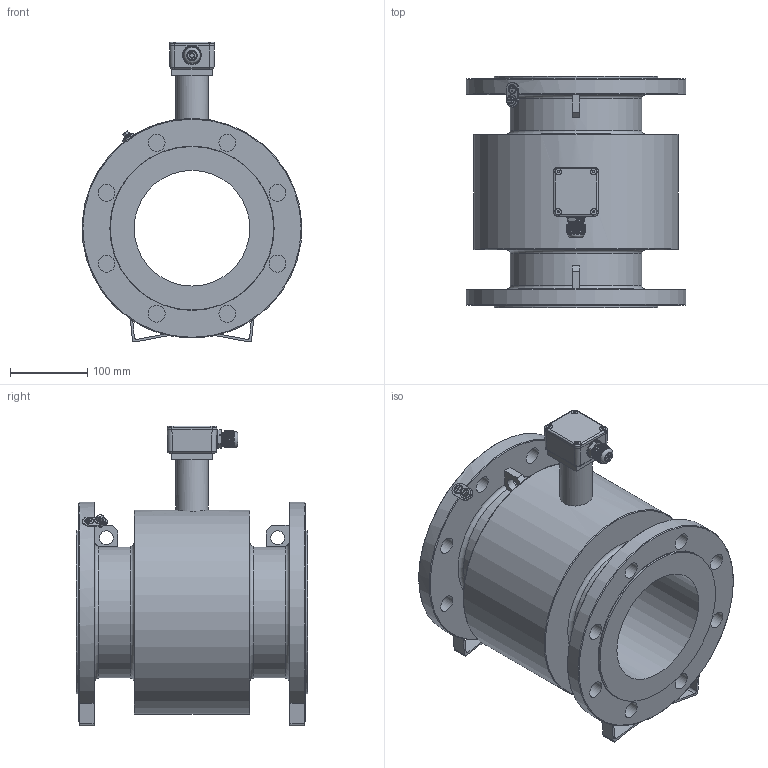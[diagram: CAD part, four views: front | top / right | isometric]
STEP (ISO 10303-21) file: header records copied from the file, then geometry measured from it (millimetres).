
FILE_DESCRIPTION(/* description */ (''),/* implementation_level */ '2;1');
FILE_NAME(/* name */ 'Flowmeter DN150 PN16 Separate.step',/* time_stamp */ '2023-10-05T13:01:32+03:00',/* author */ (''),/* organization */ (''),/* preprocessor_version */ 'ST-DEVELOPER v20',/* originating_system */ 'Autodesk Translation Framework v12.14.0.127',/* authorisation */ '');
FILE_SCHEMA (('AUTOMOTIVE_DESIGN { 1 0 10303 214 3 1 1 }'));
Length unit declared in the file: millimetre
Products named in the file (4): Flowmeter DN150 PN16; Flowmeter v11; B_Separate_version; box
Assembly tree (3 placements, depth 4):
  Flowmeter DN150 PN16
    Flowmeter v11
      B_Separate_version
        box
Bounding box: 284.73 x 300 x 389 mm (x, y, z)
Volume: 8354098.9 mm3; surface area: 653310.8 mm2
Topology: 2 solids, 2 shells, 1460 faces, 3436 edges, 2000 vertices
Faces by surface type: plane 459, cylinder 435, bspline 250, sphere 156, torus 102, cone 58
Full cylindrical faces by diameter (mm): 3.332 x2, 3.961 x9, 4.234 x4, 4.5 x2, 5 x7, 5.5 x1, 6 x1, 7 x4, 8 x4, 10.394 x1, 10.9 x1, 11.3 x1, 12.394 x1, 13 x1, 14 x1, 15 x1, 17 x2, 18 x2, 21 x1, 22 x16, 24.5 x1, 42 x2, 150 x1, 170.5 x2, 212 x2, 265 x1
Entity records: 70482 total; most frequent: CARTESIAN_POINT 36899, ORIENTED_EDGE 6872, DIRECTION 6781, EDGE_CURVE 3436, AXIS2_PLACEMENT_3D 2675, VERTEX_POINT 2000, EDGE_LOOP 1548, FACE_OUTER_BOUND 1460
